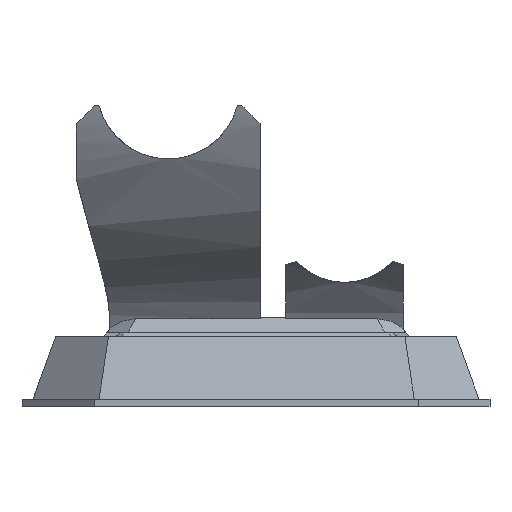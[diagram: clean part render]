
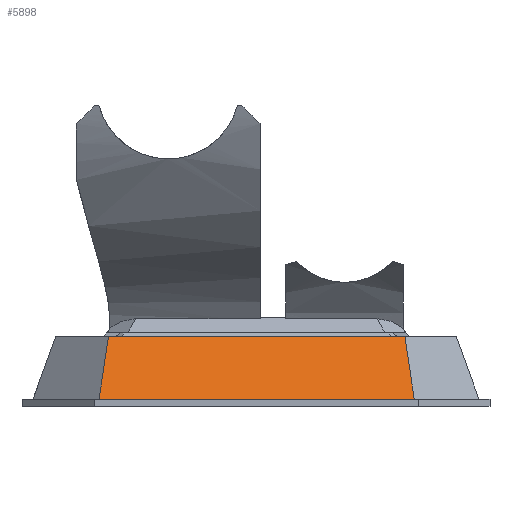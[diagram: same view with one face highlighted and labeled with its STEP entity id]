
A CAD part, left-side view. The second image highlights one B-rep face of the part: STEP entity #5898.
In plain terms, the highlighted planar face has unit normal (-0.94, 0, 0.342).
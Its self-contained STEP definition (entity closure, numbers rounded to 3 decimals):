
#296=PLANE('',#6271);
#587=FACE_OUTER_BOUND('',#920,.T.);
#920=EDGE_LOOP('',(#5206,#5207,#5208,#5209));
#1670=LINE('',#9323,#2382);
#1686=LINE('',#9355,#2398);
#1687=LINE('',#9357,#2399);
#1688=LINE('',#9358,#2400);
#2382=VECTOR('',#7500,10.);
#2398=VECTOR('',#7532,10.);
#2399=VECTOR('',#7533,10.);
#2400=VECTOR('',#7534,10.);
#2973=VERTEX_POINT('',#9320);
#2974=VERTEX_POINT('',#9322);
#2982=VERTEX_POINT('',#9354);
#2983=VERTEX_POINT('',#9356);
#3736=EDGE_CURVE('',#2973,#2974,#1670,.F.);
#3752=EDGE_CURVE('',#2982,#2973,#1686,.T.);
#3753=EDGE_CURVE('',#2983,#2982,#1687,.F.);
#3754=EDGE_CURVE('',#2983,#2974,#1688,.F.);
#5206=ORIENTED_EDGE('',*,*,#3752,.F.);
#5207=ORIENTED_EDGE('',*,*,#3753,.F.);
#5208=ORIENTED_EDGE('',*,*,#3754,.T.);
#5209=ORIENTED_EDGE('',*,*,#3736,.F.);
#5898=ADVANCED_FACE('',(#587),#296,.T.);
#6271=AXIS2_PLACEMENT_3D('',#9353,#7530,#7531);
#7500=DIRECTION('',(0.,-1.,0.));
#7530=DIRECTION('center_axis',(-0.94,0.,0.342));
#7531=DIRECTION('ref_axis',(0.,-1.,0.));
#7532=DIRECTION('',(-0.339,-0.14,-0.93));
#7533=DIRECTION('',(0.,1.,0.));
#7534=DIRECTION('',(0.339,-0.14,0.93));
#9320=CARTESIAN_POINT('',(-111.17,-42.977,-0.009));
#9322=CARTESIAN_POINT('',(-111.17,42.82,-0.009));
#9323=CARTESIAN_POINT('',(-111.17,21.657,-0.009));
#9353=CARTESIAN_POINT('Origin',(-106.19,43.314,13.672));
#9354=CARTESIAN_POINT('',(-104.982,-40.414,16.991));
#9355=CARTESIAN_POINT('',(-104.214,-40.096,19.101));
#9356=CARTESIAN_POINT('',(-104.982,40.257,16.991));
#9357=CARTESIAN_POINT('',(-104.982,21.657,16.991));
#9358=CARTESIAN_POINT('',(-105.783,40.589,14.791));
